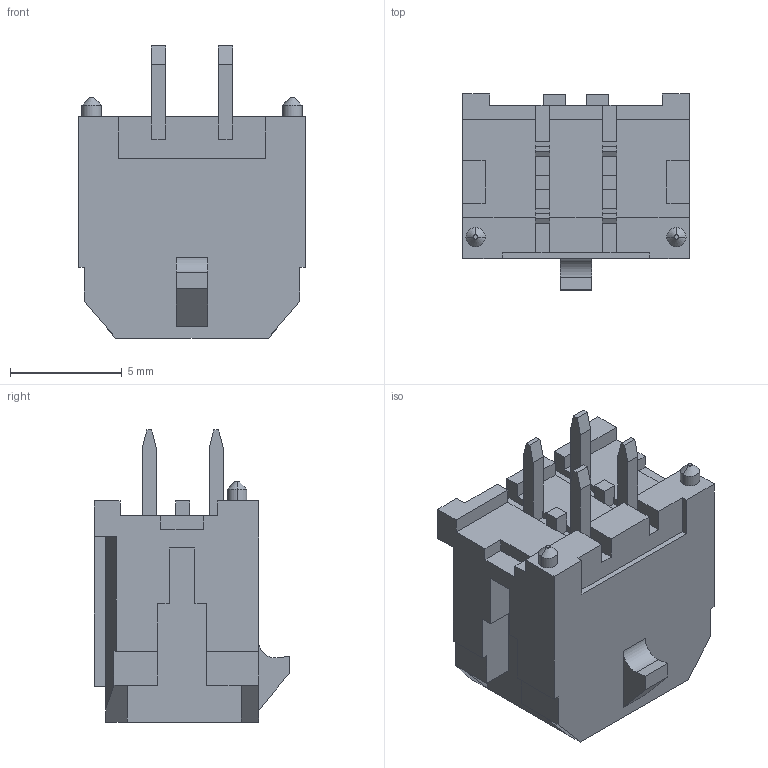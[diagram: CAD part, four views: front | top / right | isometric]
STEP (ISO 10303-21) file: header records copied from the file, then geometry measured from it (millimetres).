
FILE_DESCRIPTION (( 'STEP AP214' ), '1' );
FILE_NAME ('reoriented-430450427.STEP', '2023-10-11T08:20:47', ( '' ), ( '' ), 'SwSTEP 2.0', 'SolidWorks 2021', '' );
FILE_SCHEMA (( 'AUTOMOTIVE_DESIGN' ));
Length unit declared in the file: millimetre
Products named in the file (1): reoriented-430450427
Bounding box: 10.15 x 8.77 x 13.09 mm (x, y, z)
Volume: 436.9 mm3; surface area: 897 mm2
Topology: 1 solids, 1 shells, 219 faces, 598 edges, 394 vertices
Faces by surface type: plane 208, cone 6, cylinder 5
Entity records: 6812 total; most frequent: CARTESIAN_POINT 1212, ORIENTED_EDGE 1196, DIRECTION 1056, EDGE_CURVE 598, LINE 580, VECTOR 580, VERTEX_POINT 394, AXIS2_PLACEMENT_3D 238
